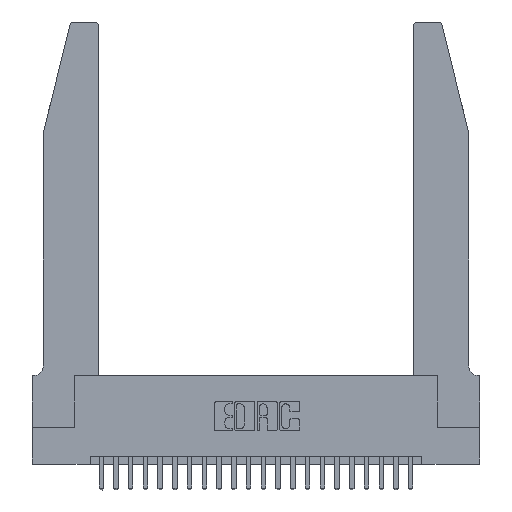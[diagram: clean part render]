
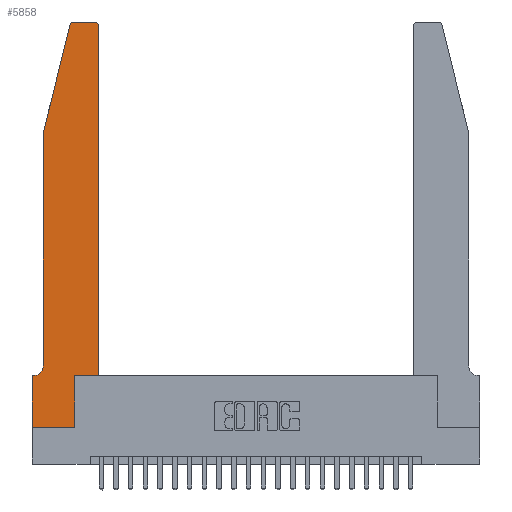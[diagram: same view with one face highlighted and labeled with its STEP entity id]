
A CAD part, top view. The second image highlights one B-rep face of the part: STEP entity #5858.
In plain terms, the highlighted planar face has unit normal (0, 0, 1).
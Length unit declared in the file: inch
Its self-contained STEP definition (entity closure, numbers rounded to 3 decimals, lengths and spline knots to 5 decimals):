
#134 = VERTEX_POINT ( 'NONE', #731 ) ;
#239 = CARTESIAN_POINT ( 'NONE',  ( 0.2605, 2.75, 0.37 ) ) ;
#321 = EDGE_LOOP ( 'NONE', ( #16739, #24535, #14555, #23511, #12673, #2532, #6383, #19870, #14010, #19326, #24263, #15202 ) ) ;
#447 = EDGE_CURVE ( 'NONE', #3345, #13825, #15174, .T. ) ;
#519 = EDGE_CURVE ( 'NONE', #15637, #18161, #3818, .T. ) ;
#642 = CARTESIAN_POINT ( 'NONE',  ( 0.4505, 0.35, 0.37 ) ) ;
#731 = CARTESIAN_POINT ( 'NONE',  ( 0.25487, 2.72718, 0.37 ) ) ;
#1450 = CARTESIAN_POINT ( 'NONE',  ( 0., 0.35, 0.37 ) ) ;
#2314 = CARTESIAN_POINT ( 'NONE',  ( 0.4505, 0.35, 0.37 ) ) ;
#2532 = ORIENTED_EDGE ( 'NONE', *, *, #8109, .T. ) ;
#2584 = CIRCLE ( 'NONE', #23396, 0.03 ) ;
#2781 = DIRECTION ( 'NONE',  ( 0., 1., 0. ) ) ;
#2950 = EDGE_CURVE ( 'NONE', #134, #11182, #8532, .T. ) ;
#2959 = CARTESIAN_POINT ( 'NONE',  ( 0.0755, 2., 0.37 ) ) ;
#3345 = VERTEX_POINT ( 'NONE', #14758 ) ;
#3799 = LINE ( 'NONE', #2314, #19378 ) ;
#3818 = LINE ( 'NONE', #9351, #7706 ) ;
#4623 = LINE ( 'NONE', #4711, #9113 ) ;
#4670 = CARTESIAN_POINT ( 'NONE',  ( 0.0755, 0.42, 0.37 ) ) ;
#4711 = CARTESIAN_POINT ( 'NONE',  ( 0.4505, 0.35, 0.37 ) ) ;
#4766 = VERTEX_POINT ( 'NONE', #9996 ) ;
#4816 = CARTESIAN_POINT ( 'NONE',  ( 0.4205, 2.75, 0.37 ) ) ;
#4916 = EDGE_CURVE ( 'NONE', #15464, #10203, #4623, .T. ) ;
#5066 = VECTOR ( 'NONE', #23640, 39.37008 ) ;
#5134 = EDGE_CURVE ( 'NONE', #8723, #21594, #23171, .T. ) ;
#5185 = CARTESIAN_POINT ( 'NONE',  ( 0.0755, 2., 0.37 ) ) ;
#5649 = CARTESIAN_POINT ( 'NONE',  ( 0.0055, 0.35, 0.37 ) ) ;
#5858 = ADVANCED_FACE ( 'NONE', ( #20145 ), #23135, .T. ) ;
#6224 = LINE ( 'NONE', #239, #23300 ) ;
#6383 = ORIENTED_EDGE ( 'NONE', *, *, #519, .T. ) ;
#6968 = AXIS2_PLACEMENT_3D ( 'NONE', #16892, #16811, #9369 ) ;
#7419 = VECTOR ( 'NONE', #20502, 39.37008 ) ;
#7706 = VECTOR ( 'NONE', #9118, 39.37008 ) ;
#8109 = EDGE_CURVE ( 'NONE', #21594, #15637, #21824, .T. ) ;
#8231 = VECTOR ( 'NONE', #18343, 39.37008 ) ;
#8285 = EDGE_CURVE ( 'NONE', #10203, #23815, #15794, .T. ) ;
#8532 = LINE ( 'NONE', #18004, #8231 ) ;
#8551 = CARTESIAN_POINT ( 'NONE',  ( 0.4205, 2.72, 0.37 ) ) ;
#8723 = VERTEX_POINT ( 'NONE', #4670 ) ;
#8725 = DIRECTION ( 'NONE',  ( 0., 0., 1. ) ) ;
#9113 = VECTOR ( 'NONE', #2781, 39.37008 ) ;
#9118 = DIRECTION ( 'NONE',  ( 0., -1., 0. ) ) ;
#9225 = DIRECTION ( 'NONE',  ( 1., 0., 0. ) ) ;
#9351 = CARTESIAN_POINT ( 'NONE',  ( 0., 0., 0.37 ) ) ;
#9369 = DIRECTION ( 'NONE',  ( -1., 0., 0. ) ) ;
#9370 = EDGE_CURVE ( 'NONE', #4766, #134, #2584, .T. ) ;
#9614 = LINE ( 'NONE', #5185, #19195 ) ;
#9996 = CARTESIAN_POINT ( 'NONE',  ( 0.284, 2.75, 0.37 ) ) ;
#10203 = VERTEX_POINT ( 'NONE', #23668 ) ;
#11182 = VERTEX_POINT ( 'NONE', #2959 ) ;
#11514 = EDGE_CURVE ( 'NONE', #11182, #8723, #9614, .T. ) ;
#12032 = DIRECTION ( 'NONE',  ( 1., 0., 0. ) ) ;
#12172 = CARTESIAN_POINT ( 'NONE',  ( 0.0755, 0.35, 0.37 ) ) ;
#12673 = ORIENTED_EDGE ( 'NONE', *, *, #5134, .T. ) ;
#12805 = AXIS2_PLACEMENT_3D ( 'NONE', #8551, #8725, #9225 ) ;
#12894 = CARTESIAN_POINT ( 'NONE',  ( 0.2865, 0.35, 0.37 ) ) ;
#12904 = CARTESIAN_POINT ( 'NONE',  ( 0., 0., 0.37 ) ) ;
#13244 = DIRECTION ( 'NONE',  ( 1., 0., 0. ) ) ;
#13479 = DIRECTION ( 'NONE',  ( -1., 0., 0. ) ) ;
#13492 = CARTESIAN_POINT ( 'NONE',  ( 0., 0., 0.37 ) ) ;
#13717 = EDGE_CURVE ( 'NONE', #23815, #4766, #6224, .T. ) ;
#13825 = VERTEX_POINT ( 'NONE', #21765 ) ;
#14010 = ORIENTED_EDGE ( 'NONE', *, *, #447, .T. ) ;
#14555 = ORIENTED_EDGE ( 'NONE', *, *, #2950, .T. ) ;
#14668 = EDGE_CURVE ( 'NONE', #18161, #3345, #15122, .T. ) ;
#14758 = CARTESIAN_POINT ( 'NONE',  ( 0.2865, 0., 0.37 ) ) ;
#15122 = LINE ( 'NONE', #13492, #19353 ) ;
#15174 = LINE ( 'NONE', #12894, #7419 ) ;
#15202 = ORIENTED_EDGE ( 'NONE', *, *, #8285, .T. ) ;
#15397 = DIRECTION ( 'NONE',  ( 1., 0., 0. ) ) ;
#15464 = VERTEX_POINT ( 'NONE', #642 ) ;
#15637 = VERTEX_POINT ( 'NONE', #1450 ) ;
#15794 = CIRCLE ( 'NONE', #12805, 0.03 ) ;
#16739 = ORIENTED_EDGE ( 'NONE', *, *, #13717, .T. ) ;
#16811 = DIRECTION ( 'NONE',  ( 0., 0., -1. ) ) ;
#16892 = CARTESIAN_POINT ( 'NONE',  ( 0.0055, 0.42, 0.37 ) ) ;
#18004 = CARTESIAN_POINT ( 'NONE',  ( 0.0755, 2., 0.37 ) ) ;
#18161 = VERTEX_POINT ( 'NONE', #12904 ) ;
#18343 = DIRECTION ( 'NONE',  ( -0.239, -0.971, 0. ) ) ;
#18411 = DIRECTION ( 'NONE',  ( 1., 0., 0. ) ) ;
#19195 = VECTOR ( 'NONE', #24360, 39.37008 ) ;
#19326 = ORIENTED_EDGE ( 'NONE', *, *, #20907, .T. ) ;
#19353 = VECTOR ( 'NONE', #15397, 39.37008 ) ;
#19378 = VECTOR ( 'NONE', #12032, 39.37008 ) ;
#19870 = ORIENTED_EDGE ( 'NONE', *, *, #14668, .T. ) ;
#20145 = FACE_OUTER_BOUND ( 'NONE', #321, .T. ) ;
#20502 = DIRECTION ( 'NONE',  ( 0., 1., 0. ) ) ;
#20907 = EDGE_CURVE ( 'NONE', #13825, #15464, #3799, .T. ) ;
#21594 = VERTEX_POINT ( 'NONE', #5649 ) ;
#21765 = CARTESIAN_POINT ( 'NONE',  ( 0.2865, 0.35, 0.37 ) ) ;
#21824 = LINE ( 'NONE', #12172, #5066 ) ;
#22794 = CARTESIAN_POINT ( 'NONE',  ( 0., 0.35, 0.37 ) ) ;
#23135 = PLANE ( 'NONE',  #23494 ) ;
#23171 = CIRCLE ( 'NONE', #6968, 0.07 ) ;
#23300 = VECTOR ( 'NONE', #13479, 39.37008 ) ;
#23396 = AXIS2_PLACEMENT_3D ( 'NONE', #23955, #24205, #18411 ) ;
#23494 = AXIS2_PLACEMENT_3D ( 'NONE', #22794, #24720, #13244 ) ;
#23511 = ORIENTED_EDGE ( 'NONE', *, *, #11514, .T. ) ;
#23640 = DIRECTION ( 'NONE',  ( -1., 0., 0. ) ) ;
#23668 = CARTESIAN_POINT ( 'NONE',  ( 0.4505, 2.72, 0.37 ) ) ;
#23815 = VERTEX_POINT ( 'NONE', #4816 ) ;
#23955 = CARTESIAN_POINT ( 'NONE',  ( 0.284, 2.72, 0.37 ) ) ;
#24205 = DIRECTION ( 'NONE',  ( 0., 0., 1. ) ) ;
#24263 = ORIENTED_EDGE ( 'NONE', *, *, #4916, .T. ) ;
#24360 = DIRECTION ( 'NONE',  ( 0., -1., 0. ) ) ;
#24535 = ORIENTED_EDGE ( 'NONE', *, *, #9370, .T. ) ;
#24720 = DIRECTION ( 'NONE',  ( 0., 0., 1. ) ) ;
